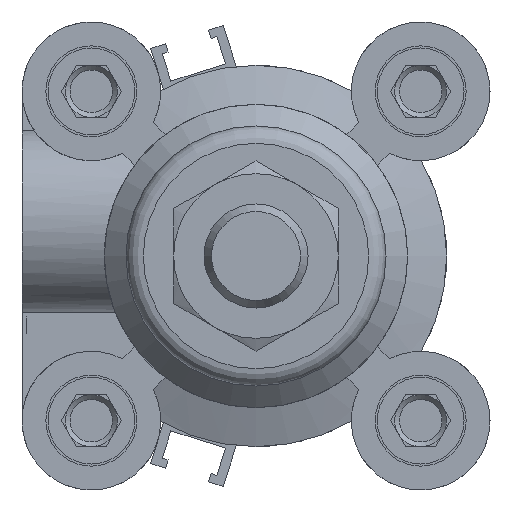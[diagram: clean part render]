
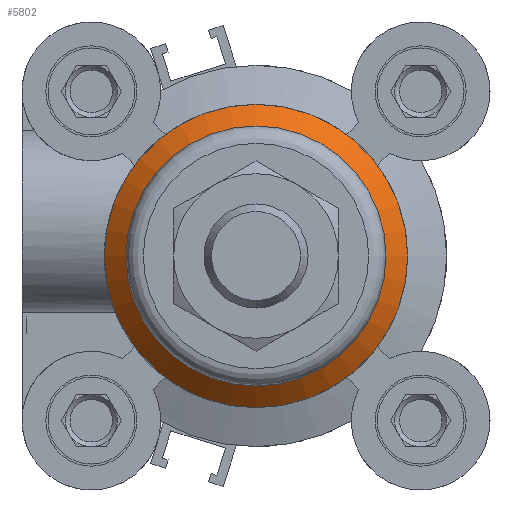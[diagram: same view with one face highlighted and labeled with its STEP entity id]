
A CAD part, left-side view. The second image highlights one B-rep face of the part: STEP entity #5802.
In plain terms, the highlighted conical face has half-angle 45 degrees and reference radius 17.5 mm.
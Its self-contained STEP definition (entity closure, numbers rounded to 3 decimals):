
#1531=CIRCLE('',#6422,17.5);
#1544=CIRCLE('',#6439,15.);
#2808=ORIENTED_EDGE('',*,*,#3833,.F.);
#2809=ORIENTED_EDGE('',*,*,#3809,.T.);
#3809=EDGE_CURVE('',#4411,#4411,#1531,.T.);
#3833=EDGE_CURVE('',#4429,#4429,#1544,.T.);
#4411=VERTEX_POINT('',#9813);
#4429=VERTEX_POINT('',#9868);
#4906=EDGE_LOOP('',(#2808));
#4907=EDGE_LOOP('',(#2809));
#5372=FACE_BOUND('',#4906,.T.);
#5373=FACE_BOUND('',#4907,.T.);
#5531=CONICAL_SURFACE('',#6438,17.5,0.785);
#5802=ADVANCED_FACE('',(#5372,#5373),#5531,.T.);
#6422=AXIS2_PLACEMENT_3D('',#9812,#7894,#7895);
#6438=AXIS2_PLACEMENT_3D('',#9866,#7936,#7937);
#6439=AXIS2_PLACEMENT_3D('',#9867,#7938,#7939);
#7894=DIRECTION('',(1.,0.,0.));
#7895=DIRECTION('',(0.,0.,-1.));
#7936=DIRECTION('',(-1.,0.,0.));
#7937=DIRECTION('',(0.,0.,1.));
#7938=DIRECTION('',(1.,0.,0.));
#7939=DIRECTION('',(0.,0.,-1.));
#9812=CARTESIAN_POINT('',(42.,0.,0.));
#9813=CARTESIAN_POINT('',(42.,0.,-17.5));
#9866=CARTESIAN_POINT('',(42.,0.,0.));
#9867=CARTESIAN_POINT('',(44.5,0.,0.));
#9868=CARTESIAN_POINT('',(44.5,0.,-15.));
